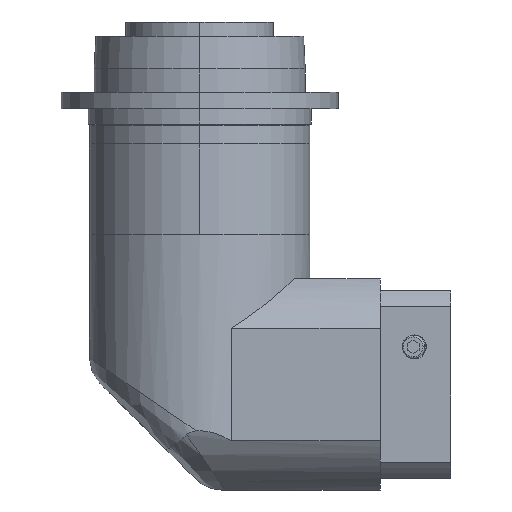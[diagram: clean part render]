
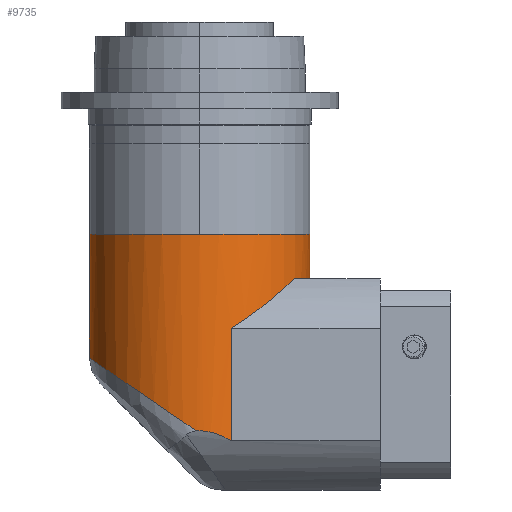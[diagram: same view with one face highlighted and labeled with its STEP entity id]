
A CAD part, left-side view. The second image highlights one B-rep face of the part: STEP entity #9735.
In plain terms, the highlighted cylindrical face has radius 47 mm (diameter 94 mm), a partial arc.
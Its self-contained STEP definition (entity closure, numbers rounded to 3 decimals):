
#131 = CARTESIAN_POINT ( 'NONE',  ( 0., 47., -1. ) ) ;
#281 = CARTESIAN_POINT ( 'NONE',  ( -40.367, -24.115, -33.807 ) ) ;
#327 = CARTESIAN_POINT ( 'NONE',  ( 0., 0., -110. ) ) ;
#412 = CARTESIAN_POINT ( 'NONE',  ( -46.369, -7.7, -86.236 ) ) ;
#479 = CARTESIAN_POINT ( 'NONE',  ( -46.961, -1.941, -84.891 ) ) ;
#529 = VECTOR ( 'NONE', #10161, 1000. ) ;
#542 = CARTESIAN_POINT ( 'NONE',  ( -46.992, -0.942, -84.819 ) ) ;
#551 = CARTESIAN_POINT ( 'NONE',  ( -46.855, -3.91, -85.139 ) ) ;
#689 = DIRECTION ( 'NONE',  ( 0., 0., -1. ) ) ;
#722 = CARTESIAN_POINT ( 'NONE',  ( -46.984, -1.277, -84.837 ) ) ;
#794 = VERTEX_POINT ( 'NONE', #8828 ) ;
#797 = CARTESIAN_POINT ( 'NONE',  ( -47.005, 0.06, -84.788 ) ) ;
#801 = B_SPLINE_CURVE_WITH_KNOTS ( 'NONE', 3,
 ( #9064, #5208, #9323, #7763, #5070, #6671, #2917, #2548, #1315, #6433, #3597, #281, #9641, #4200, #7526, #7503, #7684, #7460, #7447, #7731 ),
 .UNSPECIFIED., .F., .F.,
 ( 4, 2, 2, 2, 2, 2, 2, 2, 2, 4 ),
 ( 0.188, 0.198, 0.203, 0.206, 0.208, 0.213, 0.219, 0.221, 0.224, 0.229 ),
 .UNSPECIFIED. ) ;
#917 = CIRCLE ( 'NONE', #5502, 47. ) ;
#1022 = EDGE_CURVE ( 'NONE', #794, #5446, #801, .T. ) ;
#1027 = CARTESIAN_POINT ( 'NONE',  ( -46.469, -7.076, -86.017 ) ) ;
#1274 = CARTESIAN_POINT ( 'NONE',  ( -46.028, -9.526, -86.965 ) ) ;
#1311 = CARTESIAN_POINT ( 'NONE',  ( -45.637, -11.301, -87.773 ) ) ;
#1315 = CARTESIAN_POINT ( 'NONE',  ( -36.727, -29.337, -29.609 ) ) ;
#1331 = CARTESIAN_POINT ( 'NONE',  ( -45.337, -12.447, -88.368 ) ) ;
#1452 =( BOUNDED_CURVE ( )  B_SPLINE_CURVE ( 3, ( #4229, #6695, #3472, #6729 ),
 .UNSPECIFIED., .F., .F. ) 
 B_SPLINE_CURVE_WITH_KNOTS ( ( 4, 4 ),
 ( 3.142, 4.683 ),
 .UNSPECIFIED. ) 
 CURVE ( )  GEOMETRIC_REPRESENTATION_ITEM ( )  RATIONAL_B_SPLINE_CURVE ( ( 1., 0.812, 0.812, 1. ) ) 
 REPRESENTATION_ITEM ( '' )  );
#1761 = CYLINDRICAL_SURFACE ( 'NONE', #8576, 47. ) ;
#1997 = FACE_OUTER_BOUND ( 'NONE', #5930, .T. ) ;
#2011 = CARTESIAN_POINT ( 'NONE',  ( -45., -13.565, -110. ) ) ;
#2548 = CARTESIAN_POINT ( 'NONE',  ( -36.277, -29.892, -29.147 ) ) ;
#2693 = VERTEX_POINT ( 'NONE', #5199 ) ;
#2775 = DIRECTION ( 'NONE',  ( 0., 0., -1. ) ) ;
#2852 = DIRECTION ( 'NONE',  ( 0., 0., -1. ) ) ;
#2911 = EDGE_CURVE ( 'NONE', #8185, #6847, #4096, .T. ) ;
#2917 = CARTESIAN_POINT ( 'NONE',  ( -35.346, -30.987, -28.229 ) ) ;
#3061 = DIRECTION ( 'NONE',  ( 0., 0., -1. ) ) ;
#3321 = EDGE_CURVE ( 'NONE', #6361, #794, #917, .T. ) ;
#3445 = CARTESIAN_POINT ( 'NONE',  ( -46.98, 1.38, -84.847 ) ) ;
#3472 = CARTESIAN_POINT ( 'NONE',  ( -46.19, 28.264, -66.543 ) ) ;
#3527 = ORIENTED_EDGE ( 'NONE', *, *, #4036, .F. ) ;
#3556 = CARTESIAN_POINT ( 'NONE',  ( -46.999, 0.722, -84.801 ) ) ;
#3597 = CARTESIAN_POINT ( 'NONE',  ( -38.848, -26.492, -31.935 ) ) ;
#3646 = CARTESIAN_POINT ( 'NONE',  ( 0., 0., -1. ) ) ;
#4036 = EDGE_CURVE ( 'NONE', #8185, #6361, #9551, .T. ) ;
#4096 = CIRCLE ( 'NONE', #4808, 47. ) ;
#4200 = CARTESIAN_POINT ( 'NONE',  ( -42.052, -21.003, -36.139 ) ) ;
#4229 = CARTESIAN_POINT ( 'NONE',  ( 0., 47., -53.787 ) ) ;
#4274 = ORIENTED_EDGE ( 'NONE', *, *, #6733, .T. ) ;
#4348 = EDGE_CURVE ( 'NONE', #10097, #5446, #4737, .T. ) ;
#4737 = LINE ( 'NONE', #2011, #529 ) ;
#4808 = AXIS2_PLACEMENT_3D ( 'NONE', #3646, #2775, #10117 ) ;
#5070 = CARTESIAN_POINT ( 'NONE',  ( -33.385, -33.114, -26.423 ) ) ;
#5152 = ORIENTED_EDGE ( 'NONE', *, *, #4348, .T. ) ;
#5199 = CARTESIAN_POINT ( 'NONE',  ( -46.98, 1.38, -84.847 ) ) ;
#5208 = CARTESIAN_POINT ( 'NONE',  ( -26.67, -38.825, -21.424 ) ) ;
#5446 = VERTEX_POINT ( 'NONE', #6560 ) ;
#5502 = AXIS2_PLACEMENT_3D ( 'NONE', #7117, #3061, #8525 ) ;
#5930 = EDGE_LOOP ( 'NONE', ( #3527, #6467, #4274, #6594, #7470, #5152, #9084, #7221 ) ) ;
#6047 = CARTESIAN_POINT ( 'NONE',  ( 0., -47., -20. ) ) ;
#6361 = VERTEX_POINT ( 'NONE', #6047 ) ;
#6417 = DIRECTION ( 'NONE',  ( 0., 1., 0. ) ) ;
#6433 = CARTESIAN_POINT ( 'NONE',  ( -38.034, -27.648, -31. ) ) ;
#6467 = ORIENTED_EDGE ( 'NONE', *, *, #2911, .T. ) ;
#6560 = CARTESIAN_POINT ( 'NONE',  ( -45., -13.565, -41. ) ) ;
#6594 = ORIENTED_EDGE ( 'NONE', *, *, #7197, .T. ) ;
#6671 = CARTESIAN_POINT ( 'NONE',  ( -34.865, -31.528, -27.772 ) ) ;
#6695 = CARTESIAN_POINT ( 'NONE',  ( -26.895, 47., -53.787 ) ) ;
#6697 = CARTESIAN_POINT ( 'NONE',  ( 0., -47., -110. ) ) ;
#6729 = CARTESIAN_POINT ( 'NONE',  ( -46.98, 1.38, -84.847 ) ) ;
#6733 = EDGE_CURVE ( 'NONE', #6847, #9999, #9773, .T. ) ;
#6847 = VERTEX_POINT ( 'NONE', #131 ) ;
#7043 = CARTESIAN_POINT ( 'NONE',  ( -45., -13.565, -89. ) ) ;
#7117 = CARTESIAN_POINT ( 'NONE',  ( 0., 0., -20. ) ) ;
#7197 = EDGE_CURVE ( 'NONE', #9999, #2693, #1452, .T. ) ;
#7221 = ORIENTED_EDGE ( 'NONE', *, *, #3321, .F. ) ;
#7234 = CARTESIAN_POINT ( 'NONE',  ( -46.149, -8.925, -86.71 ) ) ;
#7447 = CARTESIAN_POINT ( 'NONE',  ( -44.568, -14.998, -40.19 ) ) ;
#7460 = CARTESIAN_POINT ( 'NONE',  ( -44.077, -16.38, -39.323 ) ) ;
#7470 = ORIENTED_EDGE ( 'NONE', *, *, #8215, .F. ) ;
#7503 = CARTESIAN_POINT ( 'NONE',  ( -42.967, -19.062, -37.52 ) ) ;
#7526 = CARTESIAN_POINT ( 'NONE',  ( -42.366, -20.363, -36.602 ) ) ;
#7573 = CARTESIAN_POINT ( 'NONE',  ( 0., 47., -53.787 ) ) ;
#7684 = CARTESIAN_POINT ( 'NONE',  ( -43.255, -18.399, -37.976 ) ) ;
#7731 = CARTESIAN_POINT ( 'NONE',  ( -45., -13.565, -41. ) ) ;
#7763 = CARTESIAN_POINT ( 'NONE',  ( -32.348, -34.129, -25.547 ) ) ;
#7950 = B_SPLINE_CURVE_WITH_KNOTS ( 'NONE', 3,
 ( #10030, #1331, #1311, #1274, #7234, #412, #1027, #8646, #551, #8720, #479, #722, #542, #797, #3556, #3445 ),
 .UNSPECIFIED., .F., .F.,
 ( 4, 2, 2, 2, 2, 2, 2, 4 ),
 ( 0.04, 0.044, 0.046, 0.048, 0.052, 0.053, 0.054, 0.056 ),
 .UNSPECIFIED. ) ;
#8185 = VERTEX_POINT ( 'NONE', #9587 ) ;
#8215 = EDGE_CURVE ( 'NONE', #10097, #2693, #7950, .T. ) ;
#8525 = DIRECTION ( 'NONE',  ( 1., 0., 0. ) ) ;
#8576 = AXIS2_PLACEMENT_3D ( 'NONE', #327, #2852, #6417 ) ;
#8646 = CARTESIAN_POINT ( 'NONE',  ( -46.73, -5.191, -85.433 ) ) ;
#8720 = CARTESIAN_POINT ( 'NONE',  ( -46.946, -2.271, -84.926 ) ) ;
#8751 = DIRECTION ( 'NONE',  ( 0., 0., -1. ) ) ;
#8828 = CARTESIAN_POINT ( 'NONE',  ( -24., -40.41, -20. ) ) ;
#9064 = CARTESIAN_POINT ( 'NONE',  ( -24., -40.41, -20. ) ) ;
#9084 = ORIENTED_EDGE ( 'NONE', *, *, #1022, .F. ) ;
#9286 = VECTOR ( 'NONE', #689, 1000. ) ;
#9323 = CARTESIAN_POINT ( 'NONE',  ( -29.071, -37.046, -23.006 ) ) ;
#9519 = VECTOR ( 'NONE', #8751, 1000. ) ;
#9551 = LINE ( 'NONE', #6697, #9286 ) ;
#9587 = CARTESIAN_POINT ( 'NONE',  ( 0., -47., -1. ) ) ;
#9588 = CARTESIAN_POINT ( 'NONE',  ( 0., 47., -110. ) ) ;
#9641 = CARTESIAN_POINT ( 'NONE',  ( -41.072, -22.893, -34.745 ) ) ;
#9735 = ADVANCED_FACE ( 'NONE', ( #1997 ), #1761, .T. ) ;
#9773 = LINE ( 'NONE', #9588, #9519 ) ;
#9999 = VERTEX_POINT ( 'NONE', #7573 ) ;
#10030 = CARTESIAN_POINT ( 'NONE',  ( -45., -13.565, -89. ) ) ;
#10097 = VERTEX_POINT ( 'NONE', #7043 ) ;
#10117 = DIRECTION ( 'NONE',  ( 0., 1., 0. ) ) ;
#10161 = DIRECTION ( 'NONE',  ( 0., 0., 1. ) ) ;
